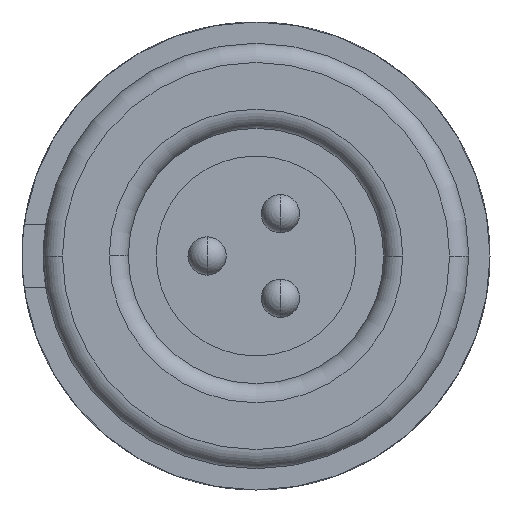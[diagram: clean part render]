
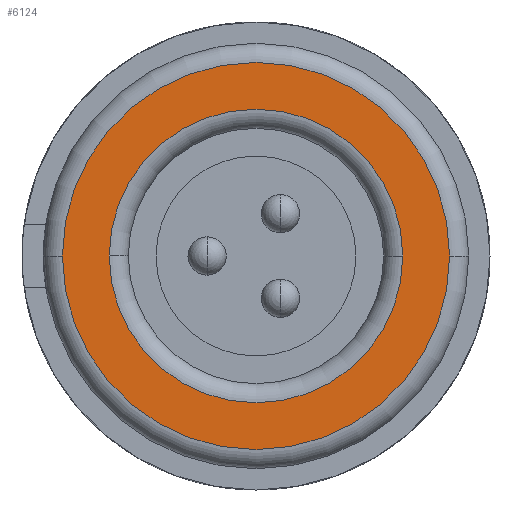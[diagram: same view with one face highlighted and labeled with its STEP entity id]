
A CAD part, left-side view. The second image highlights one B-rep face of the part: STEP entity #6124.
In plain terms, the highlighted planar face has unit normal (-1, 0, 0).
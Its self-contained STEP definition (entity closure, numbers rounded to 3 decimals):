
#2796=CARTESIAN_POINT('',(-11.4,0.,0.));
#2797=DIRECTION('',(-1.,0.,0.));
#2798=DIRECTION('',(0.,-1.,0.));
#2799=AXIS2_PLACEMENT_3D('',#2796,#2797,#2798);
#2801=CARTESIAN_POINT('',(-11.4,0.,0.));
#2802=DIRECTION('',(-1.,0.,0.));
#2803=DIRECTION('',(0.,1.,0.));
#2804=AXIS2_PLACEMENT_3D('',#2801,#2802,#2803);
#2806=CARTESIAN_POINT('',(-11.4,0.,0.));
#2807=DIRECTION('',(-1.,0.,0.));
#2808=DIRECTION('',(0.,-1.,0.));
#2809=AXIS2_PLACEMENT_3D('',#2806,#2807,#2808);
#2811=CARTESIAN_POINT('',(-11.4,0.,0.));
#2812=DIRECTION('',(-1.,0.,0.));
#2813=DIRECTION('',(0.,1.,0.));
#2814=AXIS2_PLACEMENT_3D('',#2811,#2812,#2813);
#3823=CARTESIAN_POINT('',(-11.4,-4.55,0.));
#3824=CARTESIAN_POINT('',(-11.4,4.55,0.));
#3825=VERTEX_POINT('',#3823);
#3826=VERTEX_POINT('',#3824);
#3835=CARTESIAN_POINT('',(-11.4,-3.45,0.));
#3836=CARTESIAN_POINT('',(-11.4,3.45,0.));
#3837=VERTEX_POINT('',#3835);
#3838=VERTEX_POINT('',#3836);
#6109=CARTESIAN_POINT('',(-11.4,0.,0.));
#6110=DIRECTION('',(1.,0.,0.));
#6111=DIRECTION('',(0.,-1.,0.));
#6112=AXIS2_PLACEMENT_3D('',#6109,#6110,#6111);
#6113=PLANE('',#6112);
#6115=ORIENTED_EDGE('',*,*,#6114,.F.);
#6117=ORIENTED_EDGE('',*,*,#6116,.F.);
#6118=EDGE_LOOP('',(#6115,#6117));
#6119=FACE_OUTER_BOUND('',#6118,.F.);
#6120=ORIENTED_EDGE('',*,*,#6091,.T.);
#6121=ORIENTED_EDGE('',*,*,#6076,.T.);
#6122=EDGE_LOOP('',(#6120,#6121));
#6123=FACE_BOUND('',#6122,.F.);
#6124=ADVANCED_FACE('',(#6119,#6123),#6113,.F.);
#2800=CIRCLE('',#2799,4.55);
#2805=CIRCLE('',#2804,4.55);
#2810=CIRCLE('',#2809,3.45);
#2815=CIRCLE('',#2814,3.45);
#6076=EDGE_CURVE('',#3838,#3837,#2815,.T.);
#6091=EDGE_CURVE('',#3837,#3838,#2810,.T.);
#6114=EDGE_CURVE('',#3825,#3826,#2800,.T.);
#6116=EDGE_CURVE('',#3826,#3825,#2805,.T.);
